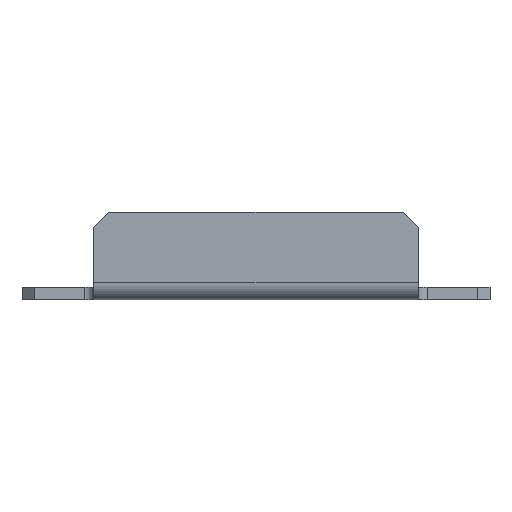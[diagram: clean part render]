
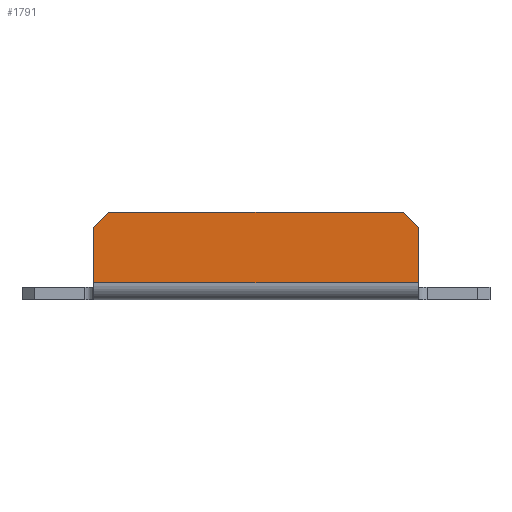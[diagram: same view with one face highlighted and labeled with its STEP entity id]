
A CAD part, front view. The second image highlights one B-rep face of the part: STEP entity #1791.
In plain terms, the highlighted planar face has unit normal (0, -1, 0).
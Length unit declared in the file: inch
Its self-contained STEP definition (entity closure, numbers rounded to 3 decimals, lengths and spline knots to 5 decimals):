
#20 = VERTEX_POINT ( 'NONE', #705 ) ;
#34 = VERTEX_POINT ( 'NONE', #703 ) ;
#39 = VERTEX_POINT ( 'NONE', #697 ) ;
#78 = VERTEX_POINT ( 'NONE', #1246 ) ;
#79 = VERTEX_POINT ( 'NONE', #1232 ) ;
#86 = VERTEX_POINT ( 'NONE', #1157 ) ;
#196 = ORIENTED_EDGE ( 'NONE', *, *, #1856, .T. ) ;
#197 = ORIENTED_EDGE ( 'NONE', *, *, #1813, .T. ) ;
#199 = ORIENTED_EDGE ( 'NONE', *, *, #1855, .T. ) ;
#227 = ORIENTED_EDGE ( 'NONE', *, *, #1814, .T. ) ;
#228 = ORIENTED_EDGE ( 'NONE', *, *, #1854, .T. ) ;
#274 = ORIENTED_EDGE ( 'NONE', *, *, #1956, .F. ) ;
#304 = LINE ( 'NONE', #737, #447 ) ;
#377 = FACE_OUTER_BOUND ( 'NONE', #1680, .T. ) ;
#399 = VECTOR ( 'NONE', #1050, 39.37008 ) ;
#406 = LINE ( 'NONE', #714, #409 ) ;
#408 = LINE ( 'NONE', #1072, #399 ) ;
#409 = VECTOR ( 'NONE', #712, 39.37008 ) ;
#431 = VECTOR ( 'NONE', #736, 39.37008 ) ;
#432 = VECTOR ( 'NONE', #894, 39.37008 ) ;
#433 = LINE ( 'NONE', #897, #432 ) ;
#447 = VECTOR ( 'NONE', #735, 39.37008 ) ;
#523 = LINE ( 'NONE', #896, #431 ) ;
#592 = VECTOR ( 'NONE', #940, 39.37008 ) ;
#608 = LINE ( 'NONE', #946, #592 ) ;
#697 = CARTESIAN_POINT ( 'NONE',  ( -1.615, -1., 0.725 ) ) ;
#703 = CARTESIAN_POINT ( 'NONE',  ( 1.465, -1., 0.875 ) ) ;
#705 = CARTESIAN_POINT ( 'NONE',  ( -1.615, -1., 0.173 ) ) ;
#712 = DIRECTION ( 'NONE',  ( 0., 0., 1. ) ) ;
#714 = CARTESIAN_POINT ( 'NONE',  ( 1.615, -1., 0.125 ) ) ;
#735 = DIRECTION ( 'NONE',  ( -1., 0., 0. ) ) ;
#736 = DIRECTION ( 'NONE',  ( -0.707, 0., -0.707 ) ) ;
#737 = CARTESIAN_POINT ( 'NONE',  ( 1.615, -1., 0.875 ) ) ;
#894 = DIRECTION ( 'NONE',  ( -0.707, 0., 0.707 ) ) ;
#896 = CARTESIAN_POINT ( 'NONE',  ( -1.615, -1., 0.725 ) ) ;
#897 = CARTESIAN_POINT ( 'NONE',  ( 1.465, -1., 0.875 ) ) ;
#940 = DIRECTION ( 'NONE',  ( -1., 0., 0. ) ) ;
#946 = CARTESIAN_POINT ( 'NONE',  ( -1.615, -1., 0.173 ) ) ;
#1021 = CARTESIAN_POINT ( 'NONE',  ( 1.615, -1., 0.125 ) ) ;
#1050 = DIRECTION ( 'NONE',  ( 0., 0., -1. ) ) ;
#1056 = DIRECTION ( 'NONE',  ( 0., 1., 0. ) ) ;
#1057 = PLANE ( 'NONE',  #2102 ) ;
#1058 = DIRECTION ( 'NONE',  ( 0., 0., 1. ) ) ;
#1072 = CARTESIAN_POINT ( 'NONE',  ( -1.615, -1., 0.125 ) ) ;
#1157 = CARTESIAN_POINT ( 'NONE',  ( 1.615, -1., 0.725 ) ) ;
#1232 = CARTESIAN_POINT ( 'NONE',  ( -1.465, -1., 0.875 ) ) ;
#1246 = CARTESIAN_POINT ( 'NONE',  ( 1.615, -1., 0.173 ) ) ;
#1680 = EDGE_LOOP ( 'NONE', ( #196, #199, #197, #274, #227, #228 ) ) ;
#1791 = ADVANCED_FACE ( 'NONE', ( #377 ), #1057, .F. ) ;
#1813 = EDGE_CURVE ( 'NONE', #39, #20, #408, .T. ) ;
#1814 = EDGE_CURVE ( 'NONE', #78, #86, #406, .T. ) ;
#1854 = EDGE_CURVE ( 'NONE', #86, #34, #433, .T. ) ;
#1855 = EDGE_CURVE ( 'NONE', #79, #39, #523, .T. ) ;
#1856 = EDGE_CURVE ( 'NONE', #34, #79, #304, .T. ) ;
#1956 = EDGE_CURVE ( 'NONE', #78, #20, #608, .T. ) ;
#2102 = AXIS2_PLACEMENT_3D ( 'NONE', #1021, #1056, #1058 ) ;
